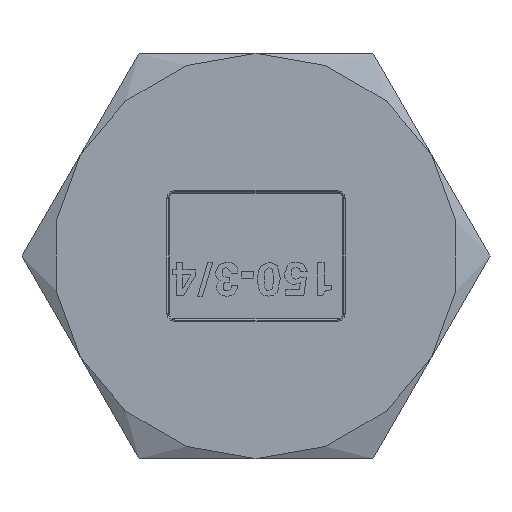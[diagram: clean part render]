
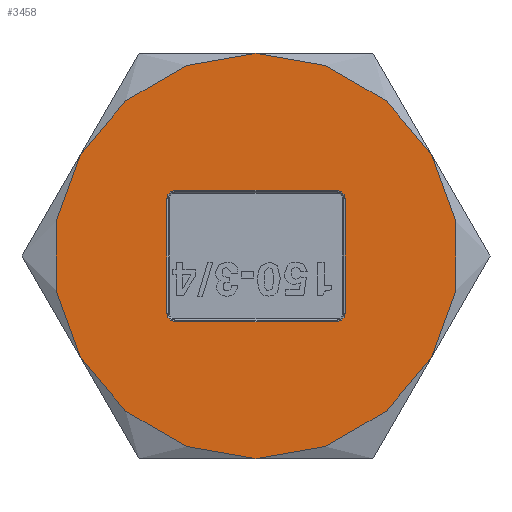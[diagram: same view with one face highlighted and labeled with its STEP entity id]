
A CAD part, front view. The second image highlights one B-rep face of the part: STEP entity #3458.
In plain terms, the highlighted planar face has unit normal (0, -1, 0).
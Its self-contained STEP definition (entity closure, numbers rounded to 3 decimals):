
#406=FACE_BOUND('',#1063,.T.);
#424=LINE('',#4673,#637);
#425=LINE('',#4677,#638);
#426=LINE('',#4681,#639);
#427=LINE('',#4684,#640);
#637=VECTOR('',#3946,8.5);
#638=VECTOR('',#3949,12.);
#639=VECTOR('',#3952,8.5);
#640=VECTOR('',#3955,12.);
#850=FACE_OUTER_BOUND('',#1062,.T.);
#1062=EDGE_LOOP('',(#2293,#2294,#2295,#2296,#2297,#2298));
#1063=EDGE_LOOP('',(#2299,#2300,#2301,#2302,#2303,#2304,#2305,#2306));
#1292=CIRCLE('',#3673,15.);
#1293=CIRCLE('',#3674,15.);
#1294=CIRCLE('',#3675,15.);
#1295=CIRCLE('',#3676,15.);
#1296=CIRCLE('',#3677,15.);
#1297=CIRCLE('',#3678,15.);
#1298=CIRCLE('',#3679,0.6);
#1299=CIRCLE('',#3680,0.6);
#1300=CIRCLE('',#3681,0.6);
#1301=CIRCLE('',#3682,0.6);
#1385=VERTEX_POINT('',#4657);
#1386=VERTEX_POINT('',#4658);
#1387=VERTEX_POINT('',#4660);
#1388=VERTEX_POINT('',#4662);
#1389=VERTEX_POINT('',#4664);
#1390=VERTEX_POINT('',#4666);
#1391=VERTEX_POINT('',#4669);
#1392=VERTEX_POINT('',#4670);
#1393=VERTEX_POINT('',#4672);
#1394=VERTEX_POINT('',#4674);
#1395=VERTEX_POINT('',#4676);
#1396=VERTEX_POINT('',#4678);
#1397=VERTEX_POINT('',#4680);
#1398=VERTEX_POINT('',#4682);
#1743=EDGE_CURVE('',#1385,#1386,#1292,.T.);
#1744=EDGE_CURVE('',#1387,#1385,#1293,.T.);
#1745=EDGE_CURVE('',#1388,#1387,#1294,.T.);
#1746=EDGE_CURVE('',#1389,#1388,#1295,.T.);
#1747=EDGE_CURVE('',#1390,#1389,#1296,.T.);
#1748=EDGE_CURVE('',#1386,#1390,#1297,.T.);
#1749=EDGE_CURVE('',#1391,#1392,#1298,.T.);
#1750=EDGE_CURVE('',#1392,#1393,#424,.T.);
#1751=EDGE_CURVE('',#1393,#1394,#1299,.T.);
#1752=EDGE_CURVE('',#1394,#1395,#425,.T.);
#1753=EDGE_CURVE('',#1395,#1396,#1300,.T.);
#1754=EDGE_CURVE('',#1396,#1397,#426,.T.);
#1755=EDGE_CURVE('',#1397,#1398,#1301,.T.);
#1756=EDGE_CURVE('',#1398,#1391,#427,.T.);
#2293=ORIENTED_EDGE('',*,*,#1743,.F.);
#2294=ORIENTED_EDGE('',*,*,#1744,.F.);
#2295=ORIENTED_EDGE('',*,*,#1745,.F.);
#2296=ORIENTED_EDGE('',*,*,#1746,.F.);
#2297=ORIENTED_EDGE('',*,*,#1747,.F.);
#2298=ORIENTED_EDGE('',*,*,#1748,.F.);
#2299=ORIENTED_EDGE('',*,*,#1749,.T.);
#2300=ORIENTED_EDGE('',*,*,#1750,.T.);
#2301=ORIENTED_EDGE('',*,*,#1751,.T.);
#2302=ORIENTED_EDGE('',*,*,#1752,.T.);
#2303=ORIENTED_EDGE('',*,*,#1753,.T.);
#2304=ORIENTED_EDGE('',*,*,#1754,.T.);
#2305=ORIENTED_EDGE('',*,*,#1755,.T.);
#2306=ORIENTED_EDGE('',*,*,#1756,.T.);
#3393=PLANE('',#3672);
#3458=ADVANCED_FACE('',(#850,#406),#3393,.F.);
#3672=AXIS2_PLACEMENT_3D('',#4656,#3930,#3931);
#3673=AXIS2_PLACEMENT_3D('',#4659,#3932,#3933);
#3674=AXIS2_PLACEMENT_3D('',#4661,#3934,#3935);
#3675=AXIS2_PLACEMENT_3D('',#4663,#3936,#3937);
#3676=AXIS2_PLACEMENT_3D('',#4665,#3938,#3939);
#3677=AXIS2_PLACEMENT_3D('',#4667,#3940,#3941);
#3678=AXIS2_PLACEMENT_3D('',#4668,#3942,#3943);
#3679=AXIS2_PLACEMENT_3D('',#4671,#3944,#3945);
#3680=AXIS2_PLACEMENT_3D('',#4675,#3947,#3948);
#3681=AXIS2_PLACEMENT_3D('',#4679,#3950,#3951);
#3682=AXIS2_PLACEMENT_3D('',#4683,#3953,#3954);
#3930=DIRECTION('center_axis',(0.,1.,0.));
#3931=DIRECTION('ref_axis',(1.,0.,0.));
#3932=DIRECTION('center_axis',(0.,1.,0.));
#3933=DIRECTION('ref_axis',(0.,0.,1.));
#3934=DIRECTION('center_axis',(0.,1.,0.));
#3935=DIRECTION('ref_axis',(-0.866,0.,0.5));
#3936=DIRECTION('center_axis',(0.,1.,0.));
#3937=DIRECTION('ref_axis',(-0.866,0.,-0.5));
#3938=DIRECTION('center_axis',(0.,1.,0.));
#3939=DIRECTION('ref_axis',(0.,0.,-1.));
#3940=DIRECTION('center_axis',(0.,1.,0.));
#3941=DIRECTION('ref_axis',(0.866,0.,-0.5));
#3942=DIRECTION('center_axis',(0.,1.,0.));
#3943=DIRECTION('ref_axis',(0.866,0.,0.5));
#3944=DIRECTION('center_axis',(0.,1.,0.));
#3945=DIRECTION('ref_axis',(0.,0.,-1.));
#3946=DIRECTION('',(0.,0.,1.));
#3947=DIRECTION('center_axis',(0.,1.,0.));
#3948=DIRECTION('ref_axis',(-1.,0.,0.));
#3949=DIRECTION('',(1.,0.,0.));
#3950=DIRECTION('center_axis',(0.,1.,0.));
#3951=DIRECTION('ref_axis',(0.,0.,1.));
#3952=DIRECTION('',(0.,0.,-1.));
#3953=DIRECTION('center_axis',(0.,1.,0.));
#3954=DIRECTION('ref_axis',(1.,0.,0.));
#3955=DIRECTION('',(-1.,0.,0.));
#4656=CARTESIAN_POINT('Origin',(0.,0.,0.));
#4657=CARTESIAN_POINT('',(0.,0.,15.));
#4658=CARTESIAN_POINT('',(12.99,0.,7.5));
#4659=CARTESIAN_POINT('Origin',(0.,0.,0.));
#4660=CARTESIAN_POINT('',(-12.99,0.,7.5));
#4661=CARTESIAN_POINT('Origin',(0.,0.,0.));
#4662=CARTESIAN_POINT('',(-12.99,0.,-7.5));
#4663=CARTESIAN_POINT('Origin',(0.,0.,0.));
#4664=CARTESIAN_POINT('',(0.,0.,-15.));
#4665=CARTESIAN_POINT('Origin',(0.,0.,0.));
#4666=CARTESIAN_POINT('',(12.99,0.,-7.5));
#4667=CARTESIAN_POINT('Origin',(0.,0.,0.));
#4668=CARTESIAN_POINT('Origin',(0.,0.,0.));
#4669=CARTESIAN_POINT('',(-6.,0.,-4.85));
#4670=CARTESIAN_POINT('',(-6.6,0.,-4.25));
#4671=CARTESIAN_POINT('Origin',(-6.,0.,-4.25));
#4672=CARTESIAN_POINT('',(-6.6,0.,4.25));
#4673=CARTESIAN_POINT('',(-6.6,0.,-4.25));
#4674=CARTESIAN_POINT('',(-6.,0.,4.85));
#4675=CARTESIAN_POINT('Origin',(-6.,0.,4.25));
#4676=CARTESIAN_POINT('',(6.,0.,4.85));
#4677=CARTESIAN_POINT('',(-6.,0.,4.85));
#4678=CARTESIAN_POINT('',(6.6,0.,4.25));
#4679=CARTESIAN_POINT('Origin',(6.,0.,4.25));
#4680=CARTESIAN_POINT('',(6.6,0.,-4.25));
#4681=CARTESIAN_POINT('',(6.6,0.,4.25));
#4682=CARTESIAN_POINT('',(6.,0.,-4.85));
#4683=CARTESIAN_POINT('Origin',(6.,0.,-4.25));
#4684=CARTESIAN_POINT('',(6.,0.,-4.85));
